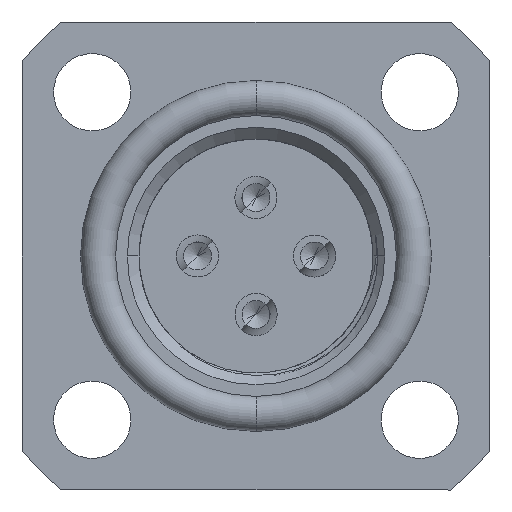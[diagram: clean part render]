
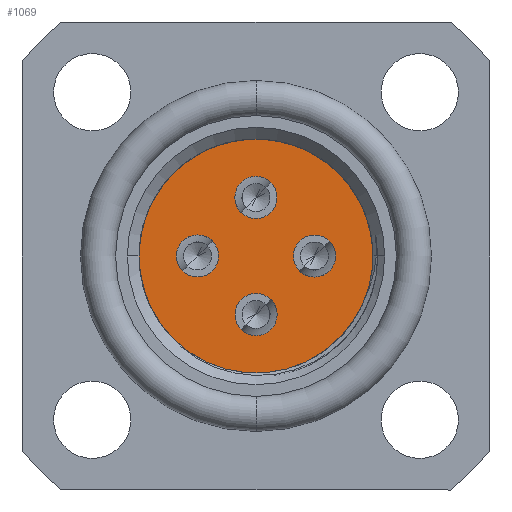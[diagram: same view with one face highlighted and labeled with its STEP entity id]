
A CAD part, left-side view. The second image highlights one B-rep face of the part: STEP entity #1069.
In plain terms, the highlighted planar face has unit normal (-1, 0, 0).
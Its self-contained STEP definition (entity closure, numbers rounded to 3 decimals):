
#47 = CARTESIAN_POINT ( 'NONE',  ( -13., 1.768, 1.768 ) ) ;
#67 = CARTESIAN_POINT ( 'NONE',  ( -13., 0., 0. ) ) ;
#70 = CIRCLE ( 'NONE', #9487, 0.9 ) ;
#71 = EDGE_CURVE ( 'NONE', #7839, #6035, #992, .T. ) ;
#144 = DIRECTION ( 'NONE',  ( -1., 0., 0. ) ) ;
#148 = DIRECTION ( 'NONE',  ( 0., -1., 0. ) ) ;
#275 = VERTEX_POINT ( 'NONE', #9916 ) ;
#397 = CARTESIAN_POINT ( 'NONE',  ( -13., -1.768, 1.768 ) ) ;
#635 = CIRCLE ( 'NONE', #5582, 0.9 ) ;
#725 = DIRECTION ( 'NONE',  ( -1., 0., 0. ) ) ;
#736 = CARTESIAN_POINT ( 'NONE',  ( -13., 0.868, 1.768 ) ) ;
#756 = EDGE_CURVE ( 'NONE', #7977, #7683, #8254, .T. ) ;
#800 = DIRECTION ( 'NONE',  ( 1., 0., 0. ) ) ;
#821 = ORIENTED_EDGE ( 'NONE', *, *, #936, .F. ) ;
#936 = EDGE_CURVE ( 'NONE', #4559, #4543, #9259, .T. ) ;
#961 = DIRECTION ( 'NONE',  ( 0., -1., 0. ) ) ;
#992 = CIRCLE ( 'NONE', #2488, 0.9 ) ;
#1006 = DIRECTION ( 'NONE',  ( 0., 1., 0. ) ) ;
#1069 = ADVANCED_FACE ( 'NONE', ( #9422, #5479, #8631, #3875, #1598 ), #5429, .T. ) ;
#1082 = AXIS2_PLACEMENT_3D ( 'NONE', #8234, #8035, #961 ) ;
#1104 = DIRECTION ( 'NONE',  ( -1., 0., 0. ) ) ;
#1131 = EDGE_LOOP ( 'NONE', ( #1801, #821 ) ) ;
#1160 = ORIENTED_EDGE ( 'NONE', *, *, #5215, .F. ) ;
#1310 = CARTESIAN_POINT ( 'NONE',  ( -13., -1.768, -1.768 ) ) ;
#1537 = EDGE_LOOP ( 'NONE', ( #4674, #1899 ) ) ;
#1598 = FACE_OUTER_BOUND ( 'NONE', #8730, .T. ) ;
#1801 = ORIENTED_EDGE ( 'NONE', *, *, #5961, .F. ) ;
#1899 = ORIENTED_EDGE ( 'NONE', *, *, #7796, .F. ) ;
#1903 = ORIENTED_EDGE ( 'NONE', *, *, #5241, .F. ) ;
#2104 = DIRECTION ( 'NONE',  ( 0., -1., 0. ) ) ;
#2358 = CIRCLE ( 'NONE', #7301, 5. ) ;
#2396 = DIRECTION ( 'NONE',  ( 0., 1., 0. ) ) ;
#2421 = CARTESIAN_POINT ( 'NONE',  ( -13., 5., 0. ) ) ;
#2439 = DIRECTION ( 'NONE',  ( 0., -1., 0. ) ) ;
#2488 = AXIS2_PLACEMENT_3D ( 'NONE', #5951, #1104, #9013 ) ;
#2727 = CARTESIAN_POINT ( 'NONE',  ( -13., -1.768, 1.768 ) ) ;
#2818 = DIRECTION ( 'NONE',  ( -1., 0., 0. ) ) ;
#2954 = VERTEX_POINT ( 'NONE', #9786 ) ;
#3490 = CARTESIAN_POINT ( 'NONE',  ( -13., -5., 0. ) ) ;
#3742 = DIRECTION ( 'NONE',  ( 0., -1., 0. ) ) ;
#3807 = EDGE_LOOP ( 'NONE', ( #1160, #8884 ) ) ;
#3842 = CARTESIAN_POINT ( 'NONE',  ( -13., 0., 0. ) ) ;
#3875 = FACE_BOUND ( 'NONE', #1537, .T. ) ;
#4060 = CIRCLE ( 'NONE', #1082, 0.9 ) ;
#4171 = CIRCLE ( 'NONE', #9628, 0.9 ) ;
#4184 = DIRECTION ( 'NONE',  ( -1., 0., 0. ) ) ;
#4263 = EDGE_CURVE ( 'NONE', #275, #2954, #4060, .T. ) ;
#4441 = DIRECTION ( 'NONE',  ( -1., 0., 0. ) ) ;
#4543 = VERTEX_POINT ( 'NONE', #6989 ) ;
#4559 = VERTEX_POINT ( 'NONE', #4841 ) ;
#4674 = ORIENTED_EDGE ( 'NONE', *, *, #9749, .F. ) ;
#4841 = CARTESIAN_POINT ( 'NONE',  ( -13., -0.868, 1.768 ) ) ;
#4858 = CARTESIAN_POINT ( 'NONE',  ( -13., 1.768, 1.768 ) ) ;
#4941 = CARTESIAN_POINT ( 'NONE',  ( -13., 0., 0. ) ) ;
#5215 = EDGE_CURVE ( 'NONE', #6035, #7839, #635, .T. ) ;
#5241 = EDGE_CURVE ( 'NONE', #2954, #275, #6886, .T. ) ;
#5429 = PLANE ( 'NONE',  #6448 ) ;
#5479 = FACE_BOUND ( 'NONE', #7106, .T. ) ;
#5547 = ORIENTED_EDGE ( 'NONE', *, *, #8247, .F. ) ;
#5582 = AXIS2_PLACEMENT_3D ( 'NONE', #1310, #2818, #9969 ) ;
#5729 = VERTEX_POINT ( 'NONE', #9728 ) ;
#5951 = CARTESIAN_POINT ( 'NONE',  ( -13., -1.768, -1.768 ) ) ;
#5961 = EDGE_CURVE ( 'NONE', #4543, #4559, #70, .T. ) ;
#6035 = VERTEX_POINT ( 'NONE', #7095 ) ;
#6390 = DIRECTION ( 'NONE',  ( 0., -1., 0. ) ) ;
#6448 = AXIS2_PLACEMENT_3D ( 'NONE', #67, #725, #2439 ) ;
#6685 = VERTEX_POINT ( 'NONE', #736 ) ;
#6752 = AXIS2_PLACEMENT_3D ( 'NONE', #3842, #10119, #2396 ) ;
#6886 = CIRCLE ( 'NONE', #9578, 0.9 ) ;
#6989 = CARTESIAN_POINT ( 'NONE',  ( -13., -2.668, 1.768 ) ) ;
#7095 = CARTESIAN_POINT ( 'NONE',  ( -13., -2.668, -1.768 ) ) ;
#7106 = EDGE_LOOP ( 'NONE', ( #7457, #1903 ) ) ;
#7265 = DIRECTION ( 'NONE',  ( -1., 0., 0. ) ) ;
#7301 = AXIS2_PLACEMENT_3D ( 'NONE', #4941, #800, #1006 ) ;
#7316 = CARTESIAN_POINT ( 'NONE',  ( -13., -0.868, -1.768 ) ) ;
#7454 = AXIS2_PLACEMENT_3D ( 'NONE', #47, #144, #6390 ) ;
#7457 = ORIENTED_EDGE ( 'NONE', *, *, #4263, .F. ) ;
#7512 = CARTESIAN_POINT ( 'NONE',  ( -13., 1.768, -1.768 ) ) ;
#7683 = VERTEX_POINT ( 'NONE', #2421 ) ;
#7796 = EDGE_CURVE ( 'NONE', #5729, #6685, #4171, .T. ) ;
#7839 = VERTEX_POINT ( 'NONE', #7316 ) ;
#7977 = VERTEX_POINT ( 'NONE', #3490 ) ;
#8035 = DIRECTION ( 'NONE',  ( -1., 0., 0. ) ) ;
#8234 = CARTESIAN_POINT ( 'NONE',  ( -13., 1.768, -1.768 ) ) ;
#8247 = EDGE_CURVE ( 'NONE', #7683, #7977, #2358, .T. ) ;
#8254 = CIRCLE ( 'NONE', #6752, 5. ) ;
#8337 = DIRECTION ( 'NONE',  ( -1., 0., 0. ) ) ;
#8631 = FACE_BOUND ( 'NONE', #1131, .T. ) ;
#8730 = EDGE_LOOP ( 'NONE', ( #5547, #10044 ) ) ;
#8884 = ORIENTED_EDGE ( 'NONE', *, *, #71, .F. ) ;
#8922 = DIRECTION ( 'NONE',  ( 0., -1., 0. ) ) ;
#8946 = CIRCLE ( 'NONE', #7454, 0.9 ) ;
#9013 = DIRECTION ( 'NONE',  ( 0., -1., 0. ) ) ;
#9259 = CIRCLE ( 'NONE', #9925, 0.9 ) ;
#9422 = FACE_BOUND ( 'NONE', #3807, .T. ) ;
#9487 = AXIS2_PLACEMENT_3D ( 'NONE', #397, #4441, #2104 ) ;
#9578 = AXIS2_PLACEMENT_3D ( 'NONE', #7512, #8337, #3742 ) ;
#9628 = AXIS2_PLACEMENT_3D ( 'NONE', #4858, #7265, #8922 ) ;
#9728 = CARTESIAN_POINT ( 'NONE',  ( -13., 2.668, 1.768 ) ) ;
#9749 = EDGE_CURVE ( 'NONE', #6685, #5729, #8946, .T. ) ;
#9786 = CARTESIAN_POINT ( 'NONE',  ( -13., 2.668, -1.768 ) ) ;
#9916 = CARTESIAN_POINT ( 'NONE',  ( -13., 0.868, -1.768 ) ) ;
#9925 = AXIS2_PLACEMENT_3D ( 'NONE', #2727, #4184, #148 ) ;
#9969 = DIRECTION ( 'NONE',  ( 0., -1., 0. ) ) ;
#10044 = ORIENTED_EDGE ( 'NONE', *, *, #756, .F. ) ;
#10119 = DIRECTION ( 'NONE',  ( 1., 0., 0. ) ) ;
